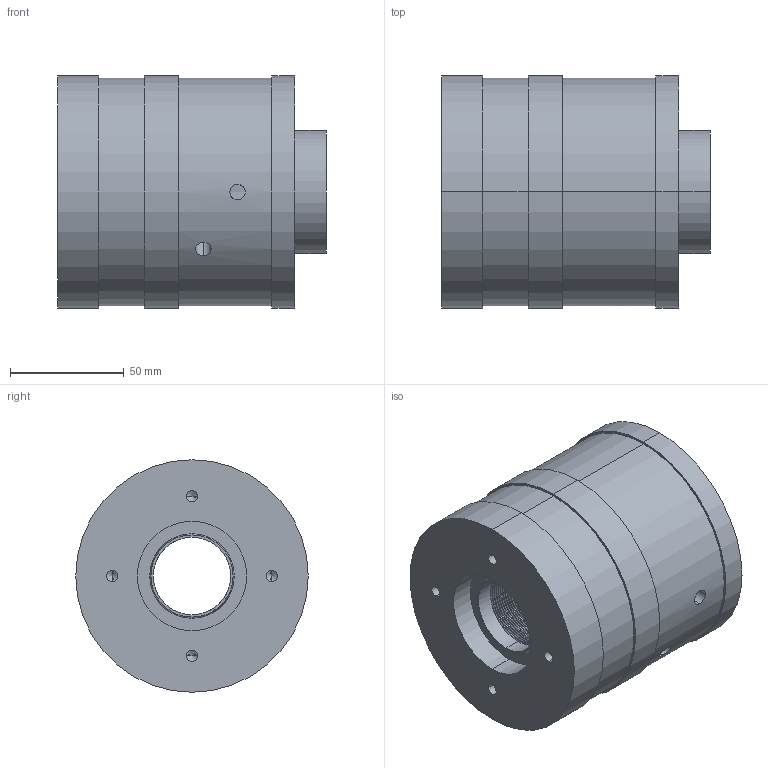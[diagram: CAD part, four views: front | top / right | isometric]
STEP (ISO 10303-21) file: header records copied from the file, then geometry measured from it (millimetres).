
FILE_DESCRIPTION (( 'STEP AP214' ), '1' );
FILE_NAME ('JAC-30-D.STEP', '2024-10-18T09:01:38', ( '微软用户' ), ( '微软中国' ), 'SwSTEP 2.0', 'SolidWorks 2023', '' );
FILE_SCHEMA (( 'AUTOMOTIVE_DESIGN' ));
Length unit declared in the file: millimetre
Products named in the file (1): JAC-30-D
Bounding box: 118 x 102 x 102 mm (x, y, z)
Volume: 729927.8 mm3; surface area: 68398.4 mm2
Topology: 1 solids, 1 shells, 418 faces, 1121 edges, 737 vertices
Faces by surface type: plane 201, bspline 117, cylinder 86, cone 14
Entity records: 21700 total; most frequent: CARTESIAN_POINT 11154, ORIENTED_EDGE 2226, DIRECTION 1521, EDGE_CURVE 1113, VERTEX_POINT 737, LINE 705, VECTOR 705, EDGE_LOOP 464
